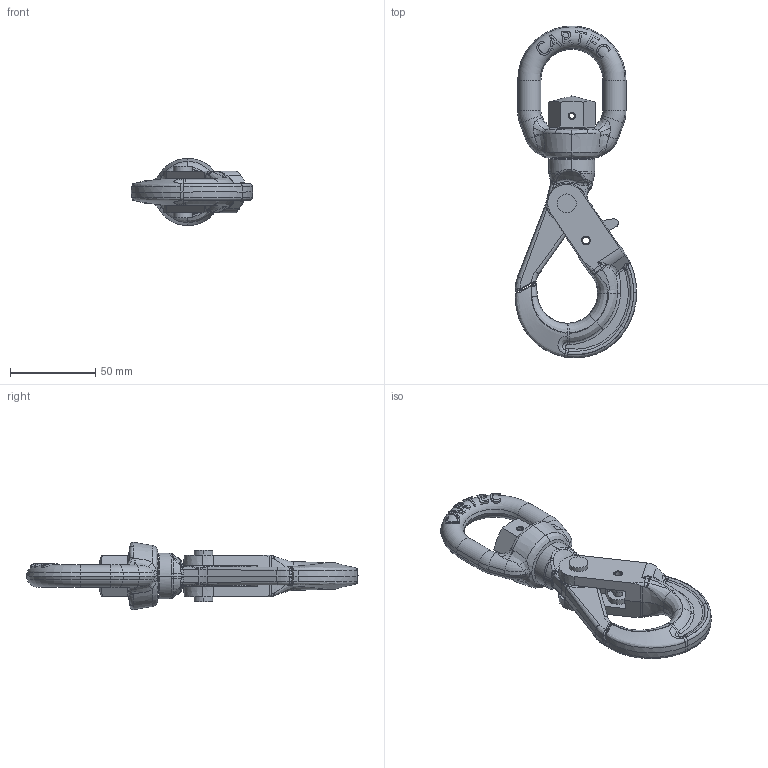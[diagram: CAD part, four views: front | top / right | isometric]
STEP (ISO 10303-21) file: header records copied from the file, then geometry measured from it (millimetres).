
FILE_DESCRIPTION(('STEP AP214'),'1');
FILE_NAME('crg_06.stp','2017-11-15T15:36:57',('TraceParts'),('TraceParts S.A.'),'Spatial InterOp 3D',' ',' ');
FILE_SCHEMA(('automotive_design'));
Length unit declared in the file: millimetre
Products named in the file (4): crg_06_1; crg_06_2; crg_06_3; crg_06_4
Bounding box: 71.32 x 195.04 x 39.5 mm (x, y, z)
Volume: 110737.7 mm3; surface area: 38095.4 mm2
Topology: 4 solids, 4 shells, 685 faces, 1728 edges, 1056 vertices
Faces by surface type: bspline 260, plane 152, cylinder 112, cone 94, torus 62, sphere 5
Entity records: 55054 total; most frequent: CARTESIAN_POINT 34756, ORIENTED_EDGE 3436, DIRECTION 2659, EDGE_CURVE 1718, AXIS2_PLACEMENT_3D 1118, VERTEX_POINT 1056, EDGE_LOOP 722, STYLED_ITEM 689
